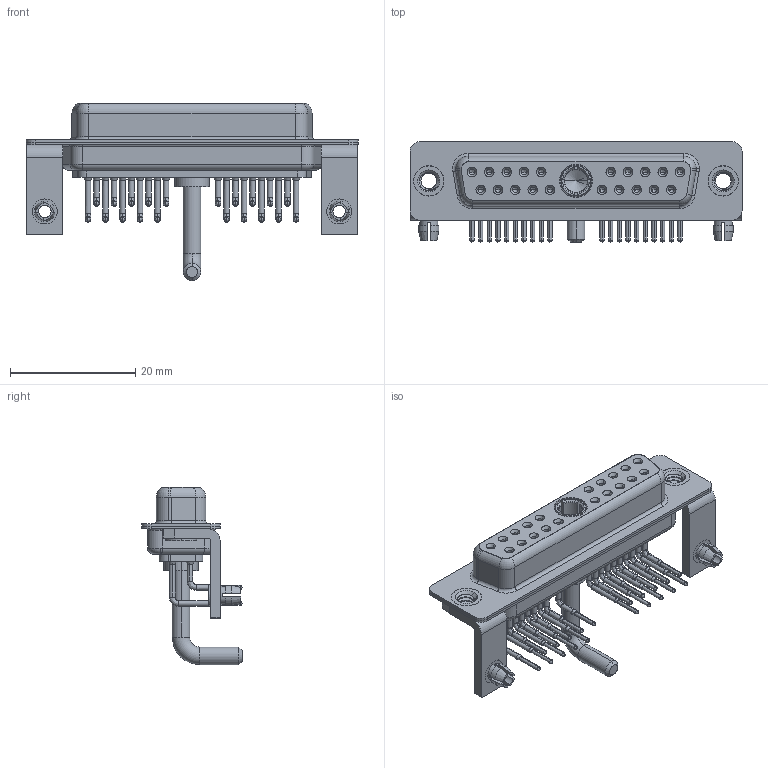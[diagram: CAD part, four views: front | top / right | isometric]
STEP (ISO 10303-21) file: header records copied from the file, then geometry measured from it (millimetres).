
FILE_DESCRIPTION (( 'STEP AP203' ), '1' );
FILE_NAME ('630-21W1250-2TB.STEP', '2022-06-02T20:59:45', ( '' ), ( '' ), 'SwSTEP 2.0', 'SolidWorks 2020', '' );
FILE_SCHEMA (( 'CONFIG_CONTROL_DESIGN' ));
Length unit declared in the file: millimetre
Products named in the file (10): 630Combo Contact Row 1; 630Combo Shell Rear_25 Contacts; 630Combo Threaded Rivet_B; 630-21W1250-2TB; 630Combo Shell Front_25 Contacts; 630Combo Board Lock; 630Combo Housing_21W1; 630Combo Contact Row 2; Power Socket_Ext 20A RA; 630Combo Stabilizer Bracket
Assembly tree (30 placements, depth 2):
  630-21W1250-2TB
    630Combo Housing_21W1
    630Combo Shell Front_25 Contacts
    630Combo Shell Rear_25 Contacts
    630Combo Threaded Rivet_B  x2
    630Combo Stabilizer Bracket  x2
    630Combo Board Lock  x2
    Power Socket_Ext 20A RA
    630Combo Contact Row 1  x10
    630Combo Contact Row 2  x10
Bounding box: 53.05 x 16 x 28.33 mm (x, y, z)
Volume: 4368.2 mm3; surface area: 10211.4 mm2
Topology: 31 solids, 31 shells, 1547 faces, 3935 edges, 2486 vertices
Faces by surface type: cylinder 672, plane 464, cone 261, bspline 87, torus 63
Entity records: 24969 total; most frequent: CARTESIAN_POINT 5664, DIRECTION 4026, ORIENTED_EDGE 3488, EDGE_CURVE 1744, AXIS2_PLACEMENT_3D 1661, VERTEX_POINT 1115, CIRCLE 911, EDGE_LOOP 871
